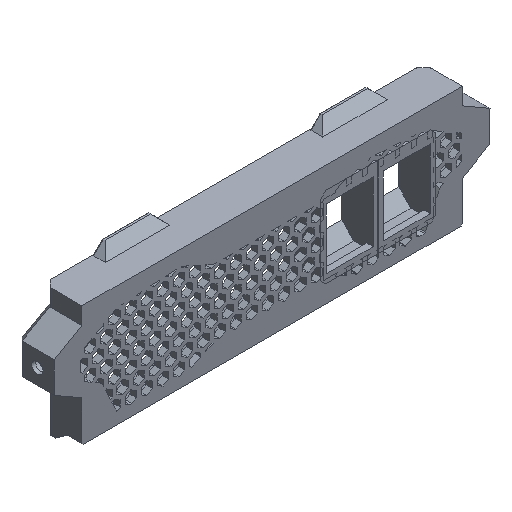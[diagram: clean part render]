
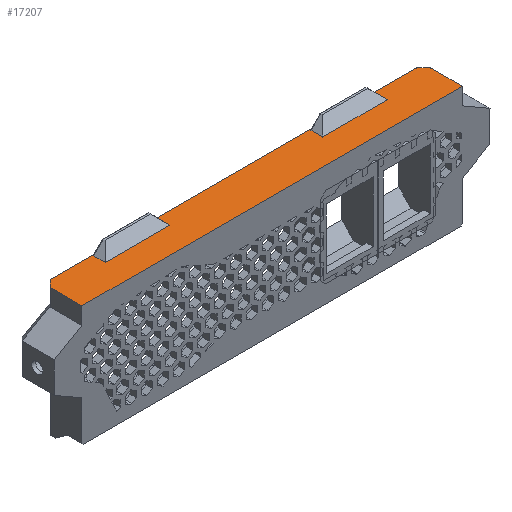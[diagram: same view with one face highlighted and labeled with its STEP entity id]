
A CAD part, isometric view. The second image highlights one B-rep face of the part: STEP entity #17207.
In plain terms, the highlighted planar face has unit normal (0, 0, 1).
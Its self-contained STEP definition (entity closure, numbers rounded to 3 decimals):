
#431=FACE_OUTER_BOUND('',#1380,.T.);
#1380=EDGE_LOOP('',(#12458,#12459,#12460,#12461,#12462,#12463,#12464,#12465,
#12466,#12467,#12468,#12469,#12470,#12471,#12472,#12473,#12474,#12475));
#2406=LINE('',#23399,#4878);
#3128=LINE('',#24831,#5600);
#3132=LINE('',#24837,#5604);
#3133=LINE('',#24840,#5605);
#3137=LINE('',#24847,#5609);
#3157=LINE('',#24888,#5629);
#3159=LINE('',#24892,#5631);
#3164=LINE('',#24902,#5636);
#3205=LINE('',#24989,#5677);
#3209=LINE('',#24996,#5681);
#3210=LINE('',#24997,#5682);
#3219=LINE('',#25015,#5691);
#3220=LINE('',#25017,#5692);
#3221=LINE('',#25019,#5693);
#3222=LINE('',#25021,#5694);
#3223=LINE('',#25023,#5695);
#3224=LINE('',#25024,#5696);
#3225=LINE('',#25025,#5697);
#4878=VECTOR('',#19116,117.626);
#5600=VECTOR('',#19870,3.6);
#5604=VECTOR('',#19876,20.);
#5605=VECTOR('',#19879,3.6);
#5609=VECTOR('',#19885,9.876);
#5629=VECTOR('',#19923,3.004);
#5631=VECTOR('',#19927,0.693);
#5636=VECTOR('',#19936,0.693);
#5677=VECTOR('',#20007,13.653);
#5681=VECTOR('',#20011,48.334);
#5682=VECTOR('',#20012,13.653);
#5691=VECTOR('',#20023,9.876);
#5692=VECTOR('',#20024,0.693);
#5693=VECTOR('',#20025,3.6);
#5694=VECTOR('',#20026,20.);
#5695=VECTOR('',#20027,3.6);
#5696=VECTOR('',#20028,0.693);
#5697=VECTOR('',#20029,3.004);
#7326=VERTEX_POINT('',#23396);
#7327=VERTEX_POINT('',#23398);
#8020=VERTEX_POINT('',#24829);
#8021=VERTEX_POINT('',#24830);
#8022=VERTEX_POINT('',#24835);
#8023=VERTEX_POINT('',#24839);
#8025=VERTEX_POINT('',#24845);
#8037=VERTEX_POINT('',#24887);
#8038=VERTEX_POINT('',#24891);
#8041=VERTEX_POINT('',#24901);
#8071=VERTEX_POINT('',#24986);
#8072=VERTEX_POINT('',#24988);
#8075=VERTEX_POINT('',#24994);
#8083=VERTEX_POINT('',#25014);
#8084=VERTEX_POINT('',#25016);
#8085=VERTEX_POINT('',#25018);
#8086=VERTEX_POINT('',#25020);
#8087=VERTEX_POINT('',#25022);
#8998=EDGE_CURVE('',#7326,#7327,#2406,.T.);
#9722=EDGE_CURVE('',#8020,#8021,#3128,.T.);
#9726=EDGE_CURVE('',#8020,#8022,#3132,.T.);
#9727=EDGE_CURVE('',#8022,#8023,#3133,.T.);
#9731=EDGE_CURVE('',#8025,#7326,#3137,.T.);
#9751=EDGE_CURVE('',#8025,#8037,#3157,.T.);
#9753=EDGE_CURVE('',#8023,#8038,#3159,.T.);
#9758=EDGE_CURVE('',#8041,#8021,#3164,.T.);
#9802=EDGE_CURVE('',#8071,#8072,#3205,.T.);
#9806=EDGE_CURVE('',#8041,#8075,#3209,.T.);
#9807=EDGE_CURVE('',#8037,#8038,#3210,.T.);
#9816=EDGE_CURVE('',#8083,#7327,#3219,.T.);
#9817=EDGE_CURVE('',#8075,#8084,#3220,.T.);
#9818=EDGE_CURVE('',#8085,#8084,#3221,.T.);
#9819=EDGE_CURVE('',#8085,#8086,#3222,.T.);
#9820=EDGE_CURVE('',#8086,#8087,#3223,.T.);
#9821=EDGE_CURVE('',#8087,#8072,#3224,.T.);
#9822=EDGE_CURVE('',#8083,#8071,#3225,.T.);
#12458=ORIENTED_EDGE('',*,*,#9816,.T.);
#12459=ORIENTED_EDGE('',*,*,#8998,.F.);
#12460=ORIENTED_EDGE('',*,*,#9731,.F.);
#12461=ORIENTED_EDGE('',*,*,#9751,.T.);
#12462=ORIENTED_EDGE('',*,*,#9807,.T.);
#12463=ORIENTED_EDGE('',*,*,#9753,.F.);
#12464=ORIENTED_EDGE('',*,*,#9727,.F.);
#12465=ORIENTED_EDGE('',*,*,#9726,.F.);
#12466=ORIENTED_EDGE('',*,*,#9722,.T.);
#12467=ORIENTED_EDGE('',*,*,#9758,.F.);
#12468=ORIENTED_EDGE('',*,*,#9806,.T.);
#12469=ORIENTED_EDGE('',*,*,#9817,.T.);
#12470=ORIENTED_EDGE('',*,*,#9818,.F.);
#12471=ORIENTED_EDGE('',*,*,#9819,.T.);
#12472=ORIENTED_EDGE('',*,*,#9820,.T.);
#12473=ORIENTED_EDGE('',*,*,#9821,.T.);
#12474=ORIENTED_EDGE('',*,*,#9802,.F.);
#12475=ORIENTED_EDGE('',*,*,#9822,.F.);
#16372=PLANE('',#18090);
#17207=ADVANCED_FACE('',(#431),#16372,.T.);
#18090=AXIS2_PLACEMENT_3D('',#25013,#20021,#20022);
#19116=DIRECTION('',(-1.,0.,0.));
#19870=DIRECTION('',(0.,1.,0.));
#19876=DIRECTION('',(1.,0.,0.));
#19879=DIRECTION('',(0.,1.,0.));
#19885=DIRECTION('',(0.,-1.,0.));
#19923=DIRECTION('',(-0.707,0.707,0.));
#19927=DIRECTION('',(-0.816,0.577,0.));
#19936=DIRECTION('',(-0.816,-0.577,0.));
#20007=DIRECTION('',(1.,0.,0.));
#20011=DIRECTION('',(-1.,0.,0.));
#20012=DIRECTION('',(-1.,0.,0.));
#20021=DIRECTION('center_axis',(0.,0.,1.));
#20022=DIRECTION('ref_axis',(0.,-1.,0.));
#20023=DIRECTION('',(0.,-1.,0.));
#20024=DIRECTION('',(0.816,-0.577,0.));
#20025=DIRECTION('',(0.,1.,0.));
#20026=DIRECTION('',(-1.,0.,0.));
#20027=DIRECTION('',(0.,1.,0.));
#20028=DIRECTION('',(0.816,0.577,0.));
#20029=DIRECTION('',(0.707,0.707,0.));
#23396=CARTESIAN_POINT('',(87.881,103.,49.2));
#23398=CARTESIAN_POINT('',(-29.745,103.,49.2));
#23399=CARTESIAN_POINT('',(87.881,103.,49.2));
#24829=CARTESIAN_POINT('',(52.669,111.,49.2));
#24830=CARTESIAN_POINT('',(52.669,114.6,49.2));
#24831=CARTESIAN_POINT('',(52.669,111.,49.2));
#24835=CARTESIAN_POINT('',(72.669,111.,49.2));
#24837=CARTESIAN_POINT('',(52.669,111.,49.2));
#24839=CARTESIAN_POINT('',(72.669,114.6,49.2));
#24840=CARTESIAN_POINT('',(72.669,111.,49.2));
#24845=CARTESIAN_POINT('',(87.881,112.876,49.2));
#24847=CARTESIAN_POINT('',(87.881,112.876,49.2));
#24887=CARTESIAN_POINT('',(85.757,115.,49.2));
#24888=CARTESIAN_POINT('',(87.881,112.876,49.2));
#24891=CARTESIAN_POINT('',(72.104,115.,49.2));
#24892=CARTESIAN_POINT('',(72.669,114.6,49.2));
#24901=CARTESIAN_POINT('',(53.235,115.,49.2));
#24902=CARTESIAN_POINT('',(53.235,115.,49.2));
#24986=CARTESIAN_POINT('',(-27.621,115.,49.2));
#24988=CARTESIAN_POINT('',(-13.967,115.,49.2));
#24989=CARTESIAN_POINT('',(-27.621,115.,49.2));
#24994=CARTESIAN_POINT('',(4.901,115.,49.2));
#24996=CARTESIAN_POINT('',(53.235,115.,49.2));
#24997=CARTESIAN_POINT('',(85.757,115.,49.2));
#25013=CARTESIAN_POINT('Origin',(115.778,115.076,49.2));
#25014=CARTESIAN_POINT('',(-29.745,112.876,49.2));
#25015=CARTESIAN_POINT('',(-29.745,112.876,49.2));
#25016=CARTESIAN_POINT('',(5.467,114.6,49.2));
#25017=CARTESIAN_POINT('',(4.901,115.,49.2));
#25018=CARTESIAN_POINT('',(5.467,111.,49.2));
#25019=CARTESIAN_POINT('',(5.467,111.,49.2));
#25020=CARTESIAN_POINT('',(-14.533,111.,49.2));
#25021=CARTESIAN_POINT('',(5.467,111.,49.2));
#25022=CARTESIAN_POINT('',(-14.533,114.6,49.2));
#25023=CARTESIAN_POINT('',(-14.533,111.,49.2));
#25024=CARTESIAN_POINT('',(-14.533,114.6,49.2));
#25025=CARTESIAN_POINT('',(-29.745,112.876,49.2));
